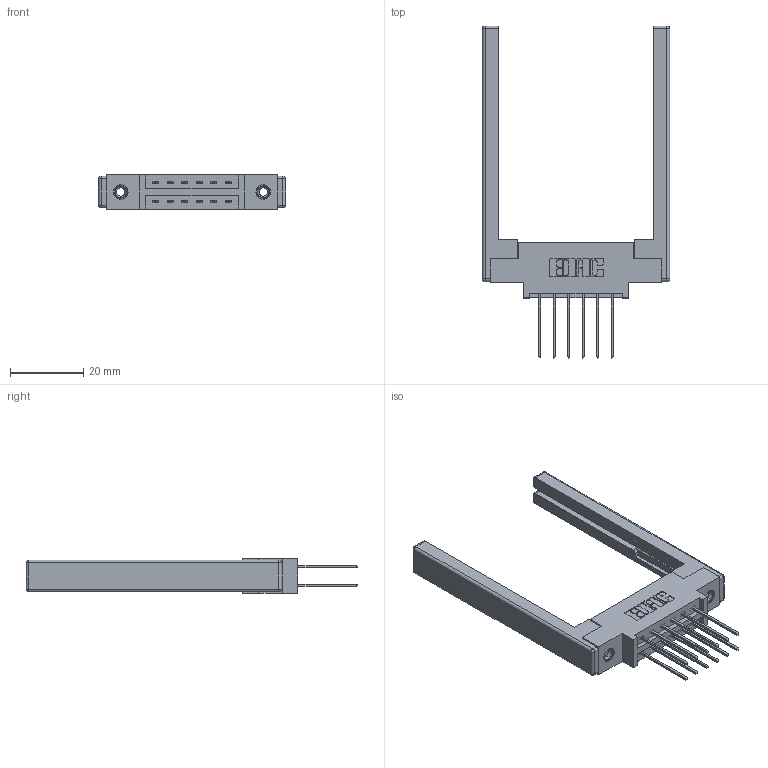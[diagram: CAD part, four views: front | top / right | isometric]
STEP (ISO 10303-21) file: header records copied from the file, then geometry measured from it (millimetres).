
FILE_DESCRIPTION (( 'STEP AP203' ), '1' );
FILE_NAME ('387-012-542-868.STEP', '2019-10-15T20:03:50', ( '' ), ( '' ), 'SwSTEP 2.0', 'SolidWorks 2016', '' );
FILE_SCHEMA (( 'CONFIG_CONTROL_DESIGN' ));
Length unit declared in the file: inch
Products named in the file (5): 345-250-001_345-250-001-102; 337 Part_0.170 Offset - 0.156 Dia-TI; 387-012-542-868; 345-292-001_345-293-142; 307-220-068
Assembly tree (17 placements, depth 2):
  387-012-542-868
    337 Part_0.170 Offset - 0.156 Dia-TI
    345-292-001_345-293-142  x12
    345-250-001_345-250-001-102  x2
    307-220-068  x2
Bounding box: 51.21 x 90.68 x 9.4 mm (x, y, z)
Volume: 9240.6 mm3; surface area: 9560.8 mm2
Topology: 17 solids, 17 shells, 920 faces, 2645 edges, 1726 vertices
Faces by surface type: plane 618, cylinder 278, cone 12, sphere 8, torus 4
Entity records: 12218 total; most frequent: CARTESIAN_POINT 2055, ORIENTED_EDGE 1980, DIRECTION 1884, EDGE_CURVE 990, VECTOR 812, LINE 812, VERTEX_POINT 650, AXIS2_PLACEMENT_3D 536
